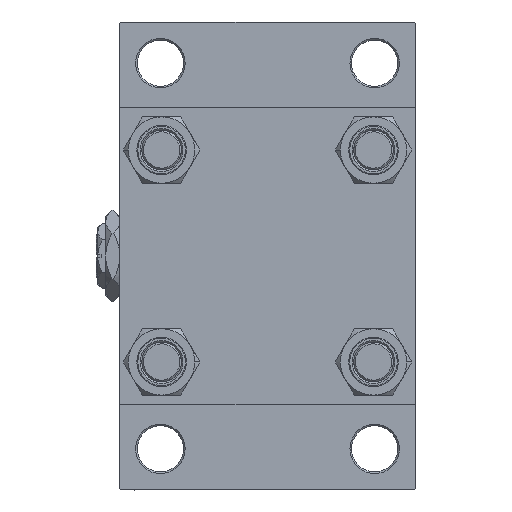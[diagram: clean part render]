
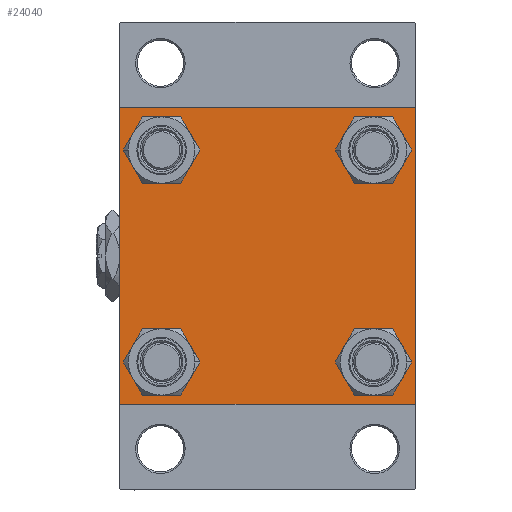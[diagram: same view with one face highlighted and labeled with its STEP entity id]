
A CAD part, left-side view. The second image highlights one B-rep face of the part: STEP entity #24040.
In plain terms, the highlighted planar face has unit normal (-1, 0, 0).
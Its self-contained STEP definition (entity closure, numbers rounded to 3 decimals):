
#57 = CIRCLE ( 'NONE', #18622, 6.5 ) ;
#99 = VERTEX_POINT ( 'NONE', #49276 ) ;
#199 = VERTEX_POINT ( 'NONE', #22848 ) ;
#201 = ORIENTED_EDGE ( 'NONE', *, *, #47517, .T. ) ;
#550 = ORIENTED_EDGE ( 'NONE', *, *, #11918, .T. ) ;
#570 = VECTOR ( 'NONE', #6945, 1000. ) ;
#672 = FACE_BOUND ( 'NONE', #12199, .T. ) ;
#857 = EDGE_CURVE ( 'NONE', #40816, #23850, #24218, .T. ) ;
#939 = DIRECTION ( 'NONE',  ( 0., 0., 1. ) ) ;
#1098 = DIRECTION ( 'NONE',  ( 1., 0., 0. ) ) ;
#1433 = DIRECTION ( 'NONE',  ( 0., 0., 1. ) ) ;
#2592 = ORIENTED_EDGE ( 'NONE', *, *, #14906, .T. ) ;
#2953 = CIRCLE ( 'NONE', #12249, 6.5 ) ;
#2977 = CARTESIAN_POINT ( 'NONE',  ( 0., -44.75, 44.75 ) ) ;
#3033 = CARTESIAN_POINT ( 'NONE',  ( 0., -32.15, 32.15 ) ) ;
#3302 = CARTESIAN_POINT ( 'NONE',  ( 0., -32.15, 25.65 ) ) ;
#3454 = DIRECTION ( 'NONE',  ( 0., -0.707, 0.707 ) ) ;
#3959 = EDGE_CURVE ( 'NONE', #21875, #45018, #11607, .T. ) ;
#4349 = EDGE_CURVE ( 'NONE', #43185, #26519, #20946, .T. ) ;
#4521 = CARTESIAN_POINT ( 'NONE',  ( 0., 32.15, -38.65 ) ) ;
#5796 = ORIENTED_EDGE ( 'NONE', *, *, #8154, .T. ) ;
#6890 = DIRECTION ( 'NONE',  ( 1., 0., 0. ) ) ;
#6945 = DIRECTION ( 'NONE',  ( 0., 0.707, 0.707 ) ) ;
#7369 = VECTOR ( 'NONE', #49444, 1000. ) ;
#7418 = ORIENTED_EDGE ( 'NONE', *, *, #23351, .T. ) ;
#7429 = AXIS2_PLACEMENT_3D ( 'NONE', #9270, #1098, #29066 ) ;
#8135 = CARTESIAN_POINT ( 'NONE',  ( 0., 32.15, -25.65 ) ) ;
#8154 = EDGE_CURVE ( 'NONE', #99, #49930, #47123, .T. ) ;
#8328 = VERTEX_POINT ( 'NONE', #19479 ) ;
#8579 = CARTESIAN_POINT ( 'NONE',  ( 0., 0., 0. ) ) ;
#8649 = DIRECTION ( 'NONE',  ( 0., -1., 0. ) ) ;
#9270 = CARTESIAN_POINT ( 'NONE',  ( 0., 32.15, 32.15 ) ) ;
#10273 = EDGE_CURVE ( 'NONE', #32718, #20984, #26471, .T. ) ;
#10317 = DIRECTION ( 'NONE',  ( 0., 0., 1. ) ) ;
#10539 = EDGE_CURVE ( 'NONE', #199, #14879, #11879, .T. ) ;
#10892 = AXIS2_PLACEMENT_3D ( 'NONE', #17266, #45746, #1433 ) ;
#10951 = EDGE_LOOP ( 'NONE', ( #5796, #201 ) ) ;
#11607 = CIRCLE ( 'NONE', #35209, 6.5 ) ;
#11879 = LINE ( 'NONE', #24771, #31568 ) ;
#11918 = EDGE_CURVE ( 'NONE', #23133, #30364, #2953, .T. ) ;
#12071 = VECTOR ( 'NONE', #48222, 1000. ) ;
#12199 = EDGE_LOOP ( 'NONE', ( #38703, #550 ) ) ;
#12249 = AXIS2_PLACEMENT_3D ( 'NONE', #3033, #27331, #34725 ) ;
#12490 = DIRECTION ( 'NONE',  ( 1., 0., 0. ) ) ;
#12593 = CIRCLE ( 'NONE', #10892, 6.5 ) ;
#12948 = DIRECTION ( 'NONE',  ( 0., 0., 1. ) ) ;
#13262 = EDGE_CURVE ( 'NONE', #8328, #41563, #49325, .T. ) ;
#14739 = ORIENTED_EDGE ( 'NONE', *, *, #10273, .T. ) ;
#14879 = VERTEX_POINT ( 'NONE', #46792 ) ;
#14906 = EDGE_CURVE ( 'NONE', #8328, #26519, #42326, .T. ) ;
#15051 = DIRECTION ( 'NONE',  ( 0., 0.707, -0.707 ) ) ;
#17136 = CARTESIAN_POINT ( 'NONE',  ( 0., -32.15, -25.65 ) ) ;
#17266 = CARTESIAN_POINT ( 'NONE',  ( 0., 32.15, -32.15 ) ) ;
#17665 = CARTESIAN_POINT ( 'NONE',  ( 0., -45., 45. ) ) ;
#17731 = EDGE_LOOP ( 'NONE', ( #27855, #44831 ) ) ;
#18475 = DIRECTION ( 'NONE',  ( 1., 0., 0. ) ) ;
#18506 = LINE ( 'NONE', #26960, #30323 ) ;
#18622 = AXIS2_PLACEMENT_3D ( 'NONE', #39051, #18475, #42755 ) ;
#19007 = CARTESIAN_POINT ( 'NONE',  ( 0., -45., -44.5 ) ) ;
#19222 = CIRCLE ( 'NONE', #7429, 6.5 ) ;
#19479 = CARTESIAN_POINT ( 'NONE',  ( 0., -45., 44.5 ) ) ;
#19958 = CARTESIAN_POINT ( 'NONE',  ( 0., -32.15, 38.65 ) ) ;
#20407 = DIRECTION ( 'NONE',  ( 1., 0., 0. ) ) ;
#20936 = CARTESIAN_POINT ( 'NONE',  ( 0., -44.5, 45. ) ) ;
#20946 = LINE ( 'NONE', #41266, #7369 ) ;
#20972 = FACE_BOUND ( 'NONE', #10951, .T. ) ;
#20984 = VERTEX_POINT ( 'NONE', #8135 ) ;
#21875 = VERTEX_POINT ( 'NONE', #29786 ) ;
#22848 = CARTESIAN_POINT ( 'NONE',  ( 0., 45., 44.5 ) ) ;
#23133 = VERTEX_POINT ( 'NONE', #3302 ) ;
#23351 = EDGE_CURVE ( 'NONE', #20984, #32718, #12593, .T. ) ;
#23850 = VERTEX_POINT ( 'NONE', #47775 ) ;
#23935 = LINE ( 'NONE', #36352, #12071 ) ;
#24040 = ADVANCED_FACE ( 'NONE', ( #672, #44461, #48952, #20972, #41016 ), #40501, .T. ) ;
#24218 = LINE ( 'NONE', #40049, #36747 ) ;
#24597 = EDGE_CURVE ( 'NONE', #23850, #41563, #18506, .T. ) ;
#24666 = DIRECTION ( 'NONE',  ( -1., 0., 0. ) ) ;
#24771 = CARTESIAN_POINT ( 'NONE',  ( 0., 45., 45. ) ) ;
#24821 = CARTESIAN_POINT ( 'NONE',  ( 0., 44.5, -45. ) ) ;
#25580 = ORIENTED_EDGE ( 'NONE', *, *, #24597, .T. ) ;
#26432 = ORIENTED_EDGE ( 'NONE', *, *, #47643, .T. ) ;
#26471 = CIRCLE ( 'NONE', #47539, 6.5 ) ;
#26519 = VERTEX_POINT ( 'NONE', #20936 ) ;
#26960 = CARTESIAN_POINT ( 'NONE',  ( 0., -44.75, -44.75 ) ) ;
#26962 = CARTESIAN_POINT ( 'NONE',  ( 0., -32.15, -32.15 ) ) ;
#27331 = DIRECTION ( 'NONE',  ( 1., 0., 0. ) ) ;
#27855 = ORIENTED_EDGE ( 'NONE', *, *, #37269, .T. ) ;
#29012 = DIRECTION ( 'NONE',  ( 0., 0., -1. ) ) ;
#29066 = DIRECTION ( 'NONE',  ( 0., 0., 1. ) ) ;
#29786 = CARTESIAN_POINT ( 'NONE',  ( 0., -32.15, -38.65 ) ) ;
#30323 = VECTOR ( 'NONE', #3454, 1000. ) ;
#30364 = VERTEX_POINT ( 'NONE', #19958 ) ;
#30372 = CARTESIAN_POINT ( 'NONE',  ( 0., 44.75, 44.75 ) ) ;
#30657 = CARTESIAN_POINT ( 'NONE',  ( 0., 44.5, 45. ) ) ;
#30857 = EDGE_CURVE ( 'NONE', #30364, #23133, #57, .T. ) ;
#31568 = VECTOR ( 'NONE', #44568, 1000. ) ;
#31885 = VECTOR ( 'NONE', #15051, 1000. ) ;
#32087 = ORIENTED_EDGE ( 'NONE', *, *, #10539, .T. ) ;
#32718 = VERTEX_POINT ( 'NONE', #4521 ) ;
#33290 = CARTESIAN_POINT ( 'NONE',  ( 0., 32.15, -32.15 ) ) ;
#33660 = AXIS2_PLACEMENT_3D ( 'NONE', #49872, #12490, #41682 ) ;
#34320 = LINE ( 'NONE', #30372, #31885 ) ;
#34725 = DIRECTION ( 'NONE',  ( 0., 0., 1. ) ) ;
#35209 = AXIS2_PLACEMENT_3D ( 'NONE', #49159, #20407, #48125 ) ;
#36328 = EDGE_CURVE ( 'NONE', #14879, #40816, #23935, .T. ) ;
#36352 = CARTESIAN_POINT ( 'NONE',  ( 0., 44.75, -44.75 ) ) ;
#36747 = VECTOR ( 'NONE', #8649, 1000. ) ;
#37269 = EDGE_CURVE ( 'NONE', #45018, #21875, #42479, .T. ) ;
#37550 = VECTOR ( 'NONE', #29012, 1000. ) ;
#38545 = ORIENTED_EDGE ( 'NONE', *, *, #857, .T. ) ;
#38703 = ORIENTED_EDGE ( 'NONE', *, *, #30857, .T. ) ;
#39051 = CARTESIAN_POINT ( 'NONE',  ( 0., -32.15, 32.15 ) ) ;
#40049 = CARTESIAN_POINT ( 'NONE',  ( 0., 45., -45. ) ) ;
#40501 = PLANE ( 'NONE',  #45419 ) ;
#40816 = VERTEX_POINT ( 'NONE', #24821 ) ;
#41016 = FACE_OUTER_BOUND ( 'NONE', #50936, .T. ) ;
#41266 = CARTESIAN_POINT ( 'NONE',  ( 0., 45., 45. ) ) ;
#41563 = VERTEX_POINT ( 'NONE', #19007 ) ;
#41682 = DIRECTION ( 'NONE',  ( 0., 0., 1. ) ) ;
#42326 = LINE ( 'NONE', #2977, #570 ) ;
#42479 = CIRCLE ( 'NONE', #48329, 6.5 ) ;
#42755 = DIRECTION ( 'NONE',  ( 0., 0., 1. ) ) ;
#43185 = VERTEX_POINT ( 'NONE', #30657 ) ;
#44461 = FACE_BOUND ( 'NONE', #17731, .T. ) ;
#44568 = DIRECTION ( 'NONE',  ( 0., 0., -1. ) ) ;
#44738 = EDGE_LOOP ( 'NONE', ( #7418, #14739 ) ) ;
#44831 = ORIENTED_EDGE ( 'NONE', *, *, #3959, .T. ) ;
#45018 = VERTEX_POINT ( 'NONE', #17136 ) ;
#45246 = CARTESIAN_POINT ( 'NONE',  ( 0., 32.15, 25.65 ) ) ;
#45419 = AXIS2_PLACEMENT_3D ( 'NONE', #8579, #24666, #939 ) ;
#45746 = DIRECTION ( 'NONE',  ( 1., 0., 0. ) ) ;
#46792 = CARTESIAN_POINT ( 'NONE',  ( 0., 45., -44.5 ) ) ;
#47123 = CIRCLE ( 'NONE', #33660, 6.5 ) ;
#47517 = EDGE_CURVE ( 'NONE', #49930, #99, #19222, .T. ) ;
#47539 = AXIS2_PLACEMENT_3D ( 'NONE', #33290, #49907, #10317 ) ;
#47643 = EDGE_CURVE ( 'NONE', #43185, #199, #34320, .T. ) ;
#47775 = CARTESIAN_POINT ( 'NONE',  ( 0., -44.5, -45. ) ) ;
#48125 = DIRECTION ( 'NONE',  ( 0., 0., 1. ) ) ;
#48222 = DIRECTION ( 'NONE',  ( 0., -0.707, -0.707 ) ) ;
#48329 = AXIS2_PLACEMENT_3D ( 'NONE', #26962, #6890, #12948 ) ;
#48952 = FACE_BOUND ( 'NONE', #44738, .T. ) ;
#49159 = CARTESIAN_POINT ( 'NONE',  ( 0., -32.15, -32.15 ) ) ;
#49276 = CARTESIAN_POINT ( 'NONE',  ( 0., 32.15, 38.65 ) ) ;
#49325 = LINE ( 'NONE', #17665, #37550 ) ;
#49329 = ORIENTED_EDGE ( 'NONE', *, *, #13262, .F. ) ;
#49444 = DIRECTION ( 'NONE',  ( 0., -1., 0. ) ) ;
#49872 = CARTESIAN_POINT ( 'NONE',  ( 0., 32.15, 32.15 ) ) ;
#49907 = DIRECTION ( 'NONE',  ( 1., 0., 0. ) ) ;
#49930 = VERTEX_POINT ( 'NONE', #45246 ) ;
#50098 = ORIENTED_EDGE ( 'NONE', *, *, #36328, .T. ) ;
#50936 = EDGE_LOOP ( 'NONE', ( #32087, #50098, #38545, #25580, #49329, #2592, #51640, #26432 ) ) ;
#51640 = ORIENTED_EDGE ( 'NONE', *, *, #4349, .F. ) ;
